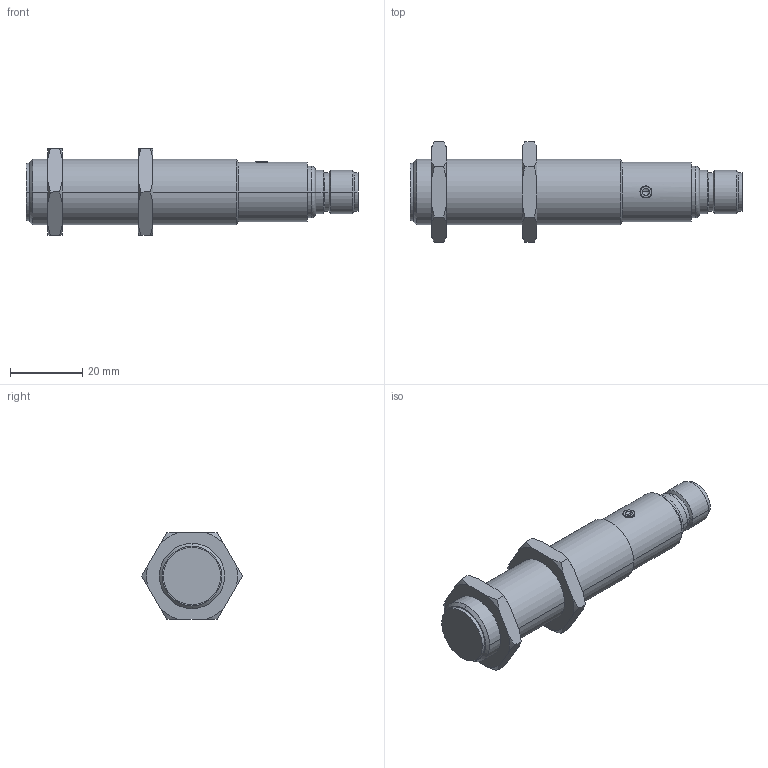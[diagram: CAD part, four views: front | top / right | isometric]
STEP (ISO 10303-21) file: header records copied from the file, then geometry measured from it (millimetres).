
FILE_DESCRIPTION (( 'STEP AP214' ), '1' );
FILE_NAME ('UK1A-G1-1E.step', '2019-08-14T21:18:23', ( '' ), ( '' ), 'SwSTEP 2.0', 'SolidWorks 2018', '' );
FILE_SCHEMA (( 'AUTOMOTIVE_DESIGN' ));
Length unit declared in the file: inch
Products named in the file (1): UK1A-G1-1E
Bounding box: 91.6 x 27.71 x 24 mm (x, y, z)
Volume: 21924.3 mm3; surface area: 7725.6 mm2
Topology: 4 solids, 4 shells, 113 faces, 273 edges, 169 vertices
Faces by surface type: cone 37, cylinder 35, plane 27, sphere 10, torus 4
Entity records: 3501 total; most frequent: CARTESIAN_POINT 814, DIRECTION 564, ORIENTED_EDGE 530, EDGE_CURVE 265, AXIS2_PLACEMENT_3D 237, VERTEX_POINT 169, EDGE_LOOP 126, CIRCLE 123
